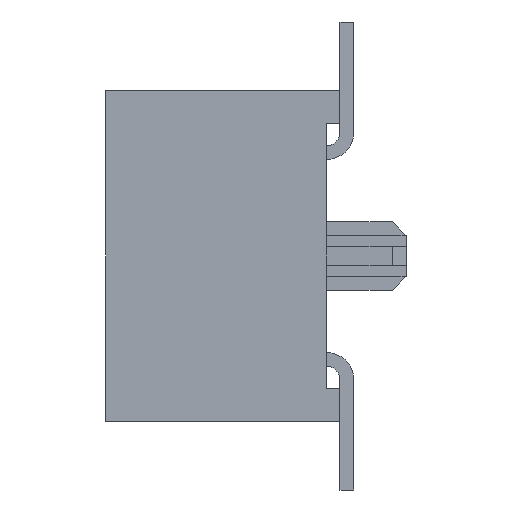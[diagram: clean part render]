
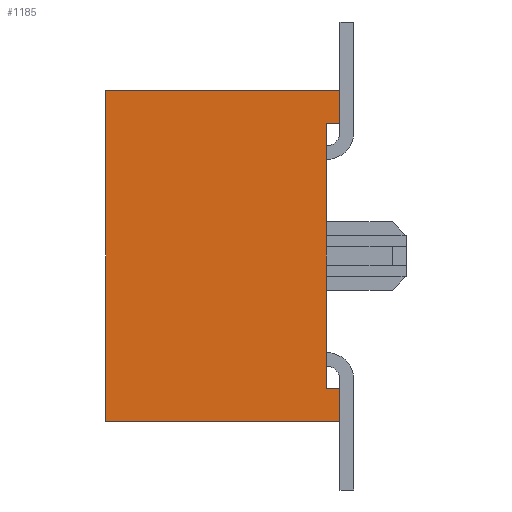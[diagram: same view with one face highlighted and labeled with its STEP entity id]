
A CAD part, left-side view. The second image highlights one B-rep face of the part: STEP entity #1185.
In plain terms, the highlighted planar face has unit normal (-1, 0, 0).
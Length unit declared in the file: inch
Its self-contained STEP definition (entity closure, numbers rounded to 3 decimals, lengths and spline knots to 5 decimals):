
#1185 = ADVANCED_FACE( '', ( #2550 ), #2551, .F. );
#2550 = FACE_OUTER_BOUND( '', #4238, .T. );
#2551 = PLANE( '', #4239 );
#4238 = EDGE_LOOP( '', ( #7574, #7575, #7576, #7577, #7578, #7579, #7580, #7581 ) );
#4239 = AXIS2_PLACEMENT_3D( '', #7582, #7583, #7584 );
#7574 = ORIENTED_EDGE( '', *, *, #10546, .T. );
#7575 = ORIENTED_EDGE( '', *, *, #11581, .T. );
#7576 = ORIENTED_EDGE( '', *, *, #10610, .F. );
#7577 = ORIENTED_EDGE( '', *, *, #11582, .F. );
#7578 = ORIENTED_EDGE( '', *, *, #11583, .T. );
#7579 = ORIENTED_EDGE( '', *, *, #11378, .T. );
#7580 = ORIENTED_EDGE( '', *, *, #11542, .T. );
#7581 = ORIENTED_EDGE( '', *, *, #11584, .T. );
#7582 = CARTESIAN_POINT( '', ( 0., 0.085, -0.06 ) );
#7583 = DIRECTION( '', ( 1., 0., 0. ) );
#7584 = DIRECTION( '', ( 0., 0., -1. ) );
#10546 = EDGE_CURVE( '', #12859, #12857, #12860, .T. );
#10610 = EDGE_CURVE( '', #12967, #12962, #12969, .T. );
#11378 = EDGE_CURVE( '', #14214, #14211, #14215, .T. );
#11542 = EDGE_CURVE( '', #14211, #14456, #14458, .T. );
#11581 = EDGE_CURVE( '', #12857, #12962, #14509, .T. );
#11582 = EDGE_CURVE( '', #14510, #12967, #14511, .T. );
#11583 = EDGE_CURVE( '', #14510, #14214, #14512, .T. );
#11584 = EDGE_CURVE( '', #14456, #12859, #14513, .T. );
#12857 = VERTEX_POINT( '', #16176 );
#12859 = VERTEX_POINT( '', #16179 );
#12860 = LINE( '', #16180, #16181 );
#12962 = VERTEX_POINT( '', #16328 );
#12967 = VERTEX_POINT( '', #16335 );
#12969 = LINE( '', #16338, #16339 );
#14211 = VERTEX_POINT( '', #18143 );
#14214 = VERTEX_POINT( '', #18147 );
#14215 = LINE( '', #18148, #18149 );
#14456 = VERTEX_POINT( '', #18504 );
#14458 = LINE( '', #18507, #18508 );
#14509 = LINE( '', #18584, #18585 );
#14510 = VERTEX_POINT( '', #18586 );
#14511 = LINE( '', #18587, #18588 );
#14512 = LINE( '', #18589, #18590 );
#14513 = LINE( '', #18591, #18592 );
#16176 = CARTESIAN_POINT( '', ( 0., 0., 0.048 ) );
#16179 = CARTESIAN_POINT( '', ( 0., 0.005, 0.048 ) );
#16180 = CARTESIAN_POINT( '', ( 0., 0.005, 0.048 ) );
#16181 = VECTOR( '', #20134, 39.37008 );
#16328 = CARTESIAN_POINT( '', ( 0., 0., 0.06 ) );
#16335 = CARTESIAN_POINT( '', ( 0., 0.085, 0.06 ) );
#16338 = CARTESIAN_POINT( '', ( 0., 0.085, 0.06 ) );
#16339 = VECTOR( '', #20189, 39.37008 );
#18143 = CARTESIAN_POINT( '', ( 0., 0., -0.048 ) );
#18147 = CARTESIAN_POINT( '', ( 0., 0., -0.06 ) );
#18148 = CARTESIAN_POINT( '', ( 0., 0., -0.06 ) );
#18149 = VECTOR( '', #20915, 39.37008 );
#18504 = CARTESIAN_POINT( '', ( 0., 0.005, -0.048 ) );
#18507 = CARTESIAN_POINT( '', ( 0., -0.005, -0.048 ) );
#18508 = VECTOR( '', #21049, 39.37008 );
#18584 = CARTESIAN_POINT( '', ( 0., 0., -0.06 ) );
#18585 = VECTOR( '', #21078, 39.37008 );
#18586 = CARTESIAN_POINT( '', ( 0., 0.085, -0.06 ) );
#18587 = CARTESIAN_POINT( '', ( 0., 0.085, -0.06 ) );
#18588 = VECTOR( '', #21079, 39.37008 );
#18589 = CARTESIAN_POINT( '', ( 0., 0.085, -0.06 ) );
#18590 = VECTOR( '', #21080, 39.37008 );
#18591 = CARTESIAN_POINT( '', ( 0., 0.005, -0.048 ) );
#18592 = VECTOR( '', #21081, 39.37008 );
#20134 = DIRECTION( '', ( 0., -1., 0. ) );
#20189 = DIRECTION( '', ( 0., -1., 0. ) );
#20915 = DIRECTION( '', ( 0., 0., 1. ) );
#21049 = DIRECTION( '', ( 0., 1., 0. ) );
#21078 = DIRECTION( '', ( 0., 0., 1. ) );
#21079 = DIRECTION( '', ( 0., 0., 1. ) );
#21080 = DIRECTION( '', ( 0., -1., 0. ) );
#21081 = DIRECTION( '', ( 0., 0., 1. ) );
